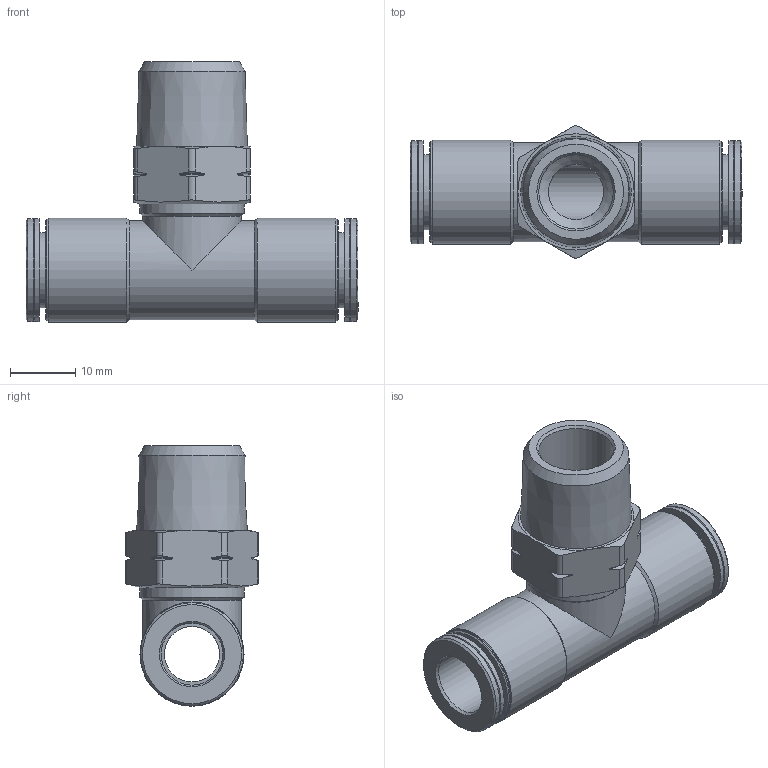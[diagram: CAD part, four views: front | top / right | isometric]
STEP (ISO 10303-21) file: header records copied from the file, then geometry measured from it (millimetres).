
FILE_DESCRIPTION(/* description */ ('STEP AP214'),/* implementation_level */ '2;1');
FILE_NAME(/* name */ '565339_CRQST-3_8-3_8-U',/* time_stamp */ '2024-08-09T14:25:58+02:00',/* author */ ('License CC BY-ND 4.0'),/* organization */ ('CADENAS'),/* preprocessor_version */ 'ST-DEVELOPER v19.3',/* originating_system */ 'PARTsolutions',/* authorisation */ ' ');
FILE_SCHEMA (('AUTOMOTIVE_DESIGN {1 0 10303 214 3 1 1}'));
Length unit declared in the file: millimetre
Products named in the file (1): 565339 CRQST-3/8-3/8-U
Bounding box: 51 x 20.31 x 40 mm (x, y, z)
Volume: 9870.9 mm3; surface area: 6894.1 mm2
Topology: 1 solids, 1 shells, 94 faces, 220 edges, 137 vertices
Faces by surface type: cone 38, cylinder 36, plane 18, torus 2
Full cylindrical faces by diameter (mm): 8.5 x2, 9.52 x2, 11.43 x1, 11.52 x2, 15.2 x2, 15.6 x2, 15.8 x4, 16 x3
Entity records: 2524 total; most frequent: CARTESIAN_POINT 605, DIRECTION 370, ORIENTED_EDGE 348, EDGE_CURVE 174, AXIS2_PLACEMENT_3D 167, EDGE_LOOP 148, FACE_BOUND 148, VERTEX_POINT 132
